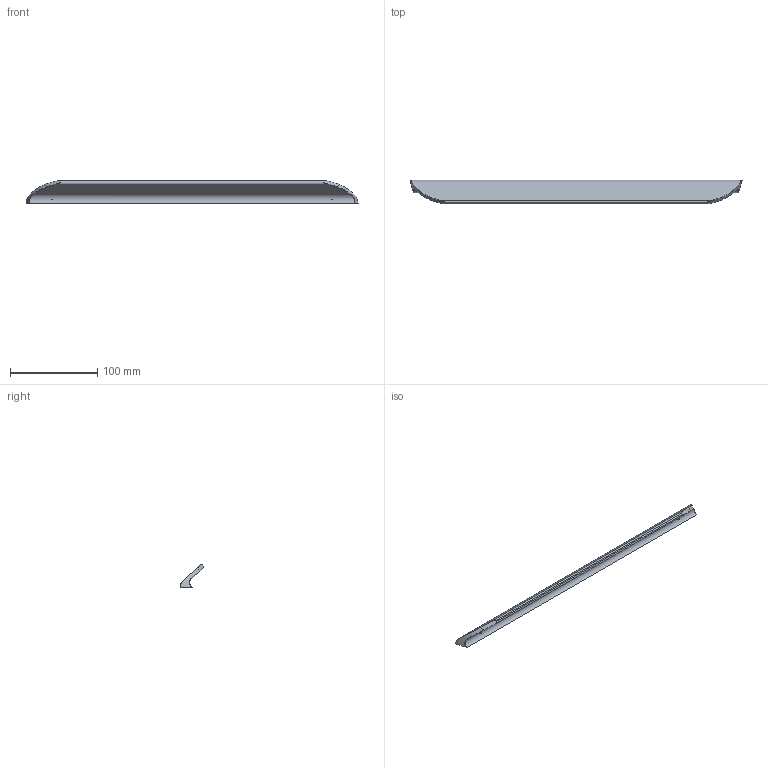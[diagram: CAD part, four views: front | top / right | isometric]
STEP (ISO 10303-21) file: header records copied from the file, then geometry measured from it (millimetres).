
FILE_DESCRIPTION (( 'STEP AP203' ), '1' );
FILE_NAME ('HDL06_STEP_V10421.STEP', '2021-04-21T09:58:58', ( '' ), ( '' ), 'SwSTEP 2.0', 'SolidWorks 2019', '' );
FILE_SCHEMA (( 'CONFIG_CONTROL_DESIGN' ));
Length unit declared in the file: millimetre
Products named in the file (1): HDL06_STEP_V10421
Bounding box: 379.91 x 27.34 x 26.18 mm (x, y, z)
Volume: 73406 mm3; surface area: 31854 mm2
Topology: 1 solids, 1 shells, 40 faces, 98 edges, 56 vertices
Faces by surface type: cylinder 14, bspline 12, torus 8, plane 6
Entity records: 1847 total; most frequent: CARTESIAN_POINT 935, ORIENTED_EDGE 188, DIRECTION 162, EDGE_CURVE 94, AXIS2_PLACEMENT_3D 71, VERTEX_POINT 56, EDGE_LOOP 44, CIRCLE 42
